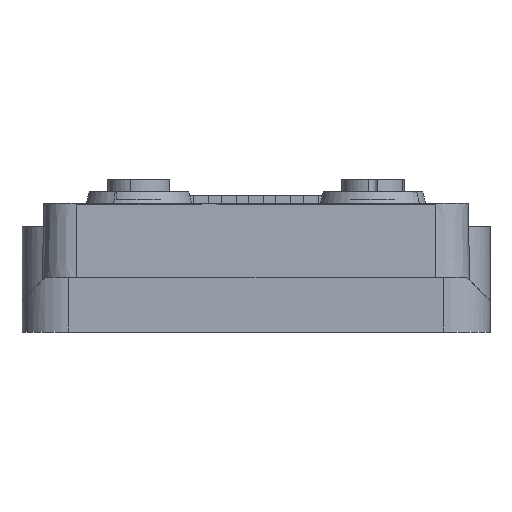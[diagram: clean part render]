
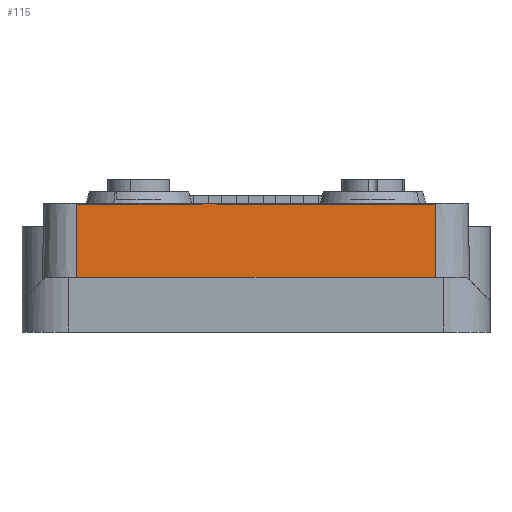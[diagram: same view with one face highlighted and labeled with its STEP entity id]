
A CAD part, front view. The second image highlights one B-rep face of the part: STEP entity #115.
In plain terms, the highlighted planar face has unit normal (0, -1, 0.018).
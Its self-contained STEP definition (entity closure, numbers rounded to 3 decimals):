
#88=AXIS2_PLACEMENT_3D('Plane Axis2P3D',#85,#86,#87) ;
#43=CARTESIAN_POINT('Vertex',(53.,0.122,7.)) ;
#69=CARTESIAN_POINT('Vertex',(53.,0.288,16.5)) ;
#72=CARTESIAN_POINT('Line Origine',(53.,0.144,8.25)) ;
#85=CARTESIAN_POINT('Axis2P3D Location',(57.5,0.,0.)) ;
#90=CARTESIAN_POINT('Line Origine',(30.,0.288,16.5)) ;
#94=CARTESIAN_POINT('Vertex',(7.,0.288,16.5)) ;
#97=CARTESIAN_POINT('Line Origine',(7.,0.144,8.25)) ;
#101=CARTESIAN_POINT('Vertex',(7.,0.122,7.)) ;
#104=CARTESIAN_POINT('Line Origine',(30.,0.122,7.)) ;
#73=DIRECTION('Vector Direction',(0.,-0.017,-1.)) ;
#86=DIRECTION('Axis2P3D Direction',(0.,-1.,0.017)) ;
#87=DIRECTION('Axis2P3D XDirection',(-1.,0.,0.)) ;
#91=DIRECTION('Vector Direction',(-1.,0.,0.)) ;
#98=DIRECTION('Vector Direction',(0.,-0.017,-1.)) ;
#105=DIRECTION('Vector Direction',(-1.,0.,0.)) ;
#74=VECTOR('Line Direction',#73,1.) ;
#92=VECTOR('Line Direction',#91,1.) ;
#99=VECTOR('Line Direction',#98,1.) ;
#106=VECTOR('Line Direction',#105,1.) ;
#110=ORIENTED_EDGE('',*,*,#76,.T.) ;
#111=ORIENTED_EDGE('',*,*,#96,.F.) ;
#112=ORIENTED_EDGE('',*,*,#103,.F.) ;
#113=ORIENTED_EDGE('',*,*,#108,.F.) ;
#115=ADVANCED_FACE('Hauptkoerper',(#114),#89,.T.) ;
#76=EDGE_CURVE('',#44,#70,#75,.F.) ;
#96=EDGE_CURVE('',#95,#70,#93,.F.) ;
#103=EDGE_CURVE('',#102,#95,#100,.F.) ;
#108=EDGE_CURVE('',#44,#102,#107,.T.) ;
#109=EDGE_LOOP('',(#110,#111,#112,#113)) ;
#114=FACE_OUTER_BOUND('',#109,.T.) ;
#75=LINE('Line',#72,#74) ;
#93=LINE('Line',#90,#92) ;
#100=LINE('Line',#97,#99) ;
#107=LINE('Line',#104,#106) ;
#89=PLANE('',#88) ;
#44=VERTEX_POINT('',#43) ;
#70=VERTEX_POINT('',#69) ;
#95=VERTEX_POINT('',#94) ;
#102=VERTEX_POINT('',#101) ;
